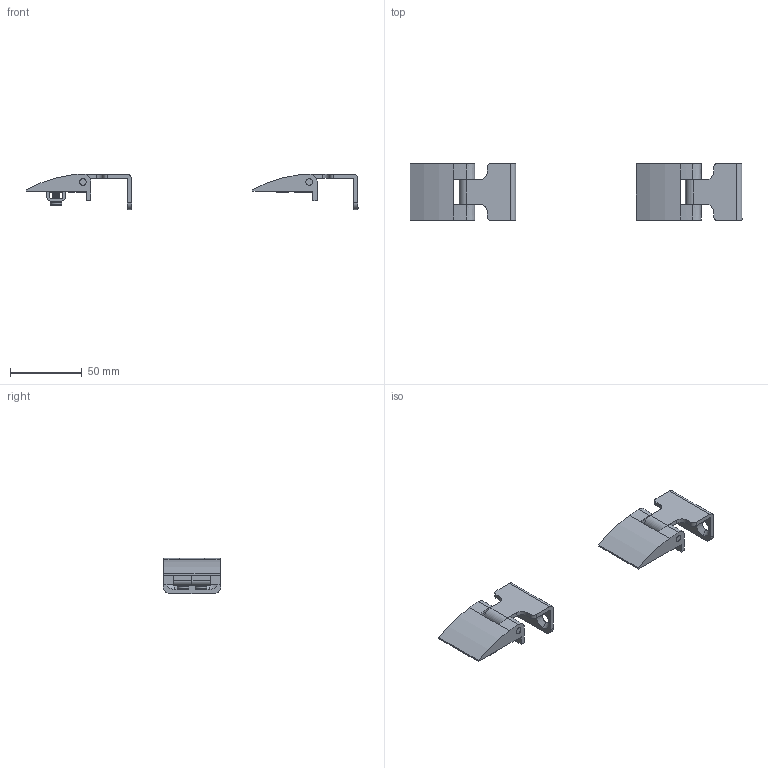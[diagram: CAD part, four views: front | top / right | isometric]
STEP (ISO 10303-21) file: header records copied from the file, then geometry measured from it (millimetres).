
FILE_DESCRIPTION(/* description */ (''),/* implementation_level */ '2;1');
FILE_NAME(/* name */ 'JL202-2',/* time_stamp */ '2024-10-28T15:06:24+08:00',/* author */ (''),/* organization */ (''),/* preprocessor_version */ 'ST-DEVELOPER v19.2',/* originating_system */ 'Rhino 8.5',/* authorisation */ '');
FILE_SCHEMA (('CONFIG_CONTROL_DESIGN'));
Length unit declared in the file: millimetre
Products named in the file (1): Document
Bounding box: 231.73 x 40 x 25.03 mm (x, y, z)
Volume: 15408.7 mm3; surface area: 30450 mm2
Topology: 7 solids, 9 shells, 480 faces, 1348 edges, 806 vertices
Faces by surface type: plane 234, cylinder 202, bspline 44
Entity records: 42866 total; most frequent: CARTESIAN_POINT 32842, ORIENTED_EDGE 2544, EDGE_CURVE 1348, DIRECTION 1137, VERTEX_POINT 806, AXIS2_PLACEMENT_3D 784, B_SPLINE_CURVE_WITH_KNOTS 642, EDGE_LOOP 524
